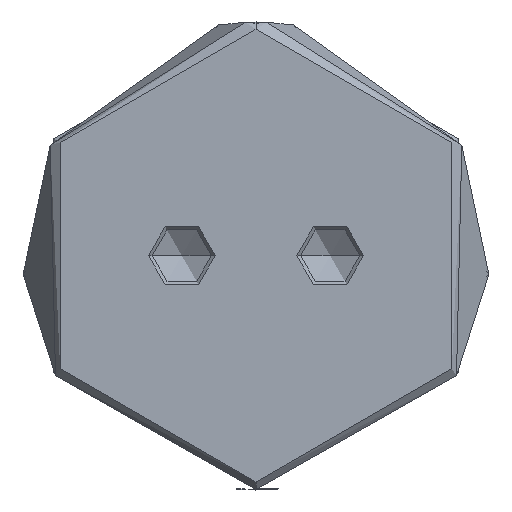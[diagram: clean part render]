
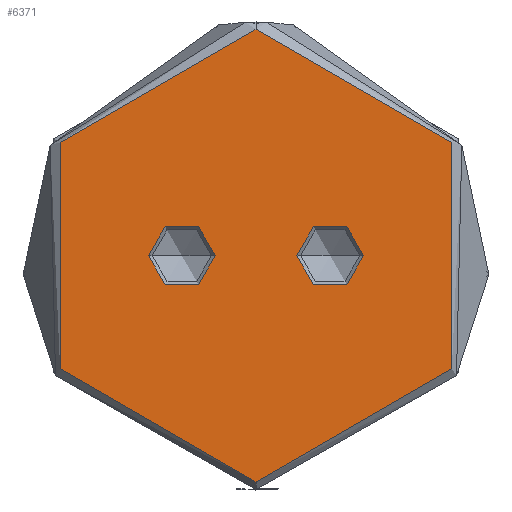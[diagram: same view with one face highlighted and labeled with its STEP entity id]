
A CAD part, front view. The second image highlights one B-rep face of the part: STEP entity #6371.
In plain terms, the highlighted face is planar.
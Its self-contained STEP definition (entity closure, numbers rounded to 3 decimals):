
#91 = EDGE_LOOP ( 'NONE', ( #6163, #175 ) ) ;
#135 = DIRECTION ( 'NONE',  ( 1., 0., 0. ) ) ;
#175 = ORIENTED_EDGE ( 'NONE', *, *, #5193, .F. ) ;
#190 = VERTEX_POINT ( 'NONE', #3657 ) ;
#313 = FACE_BOUND ( 'NONE', #5224, .T. ) ;
#393 = EDGE_CURVE ( 'NONE', #5350, #1761, #4417, .T. ) ;
#486 = FACE_BOUND ( 'NONE', #91, .T. ) ;
#493 = AXIS2_PLACEMENT_3D ( 'NONE', #5706, #2510, #6253 ) ;
#537 = CARTESIAN_POINT ( 'NONE',  ( 0., -10., 0. ) ) ;
#588 = CIRCLE ( 'NONE', #493, 4.5 ) ;
#646 = CARTESIAN_POINT ( 'NONE',  ( 0., 0., 0. ) ) ;
#665 = DIRECTION ( 'NONE',  ( 0., 0., 1. ) ) ;
#696 = CIRCLE ( 'NONE', #5267, 30.5 ) ;
#869 = CIRCLE ( 'NONE', #6933, 4.5 ) ;
#887 = CARTESIAN_POINT ( 'NONE',  ( -30.5, 0., 0. ) ) ;
#1063 = DIRECTION ( 'NONE',  ( 0., 1., 0. ) ) ;
#1110 = AXIS2_PLACEMENT_3D ( 'NONE', #5159, #5705, #6251 ) ;
#1694 = AXIS2_PLACEMENT_3D ( 'NONE', #3706, #5335, #2134 ) ;
#1717 = CARTESIAN_POINT ( 'NONE',  ( 0., 14.5, 0. ) ) ;
#1724 = FACE_OUTER_BOUND ( 'NONE', #4018, .T. ) ;
#1761 = VERTEX_POINT ( 'NONE', #1928 ) ;
#1928 = CARTESIAN_POINT ( 'NONE',  ( 0., -14.5, 0. ) ) ;
#1961 = CARTESIAN_POINT ( 'NONE',  ( 0., -5.5, 0. ) ) ;
#1966 = CARTESIAN_POINT ( 'NONE',  ( 0., 0., 0. ) ) ;
#2052 = EDGE_CURVE ( 'NONE', #6774, #190, #696, .T. ) ;
#2134 = DIRECTION ( 'NONE',  ( -1., 0., 0. ) ) ;
#2307 = AXIS2_PLACEMENT_3D ( 'NONE', #537, #4246, #1063 ) ;
#2358 = CARTESIAN_POINT ( 'NONE',  ( 0., 10., 0. ) ) ;
#2385 = VERTEX_POINT ( 'NONE', #1717 ) ;
#2503 = DIRECTION ( 'NONE',  ( 1., 0., 0. ) ) ;
#2510 = DIRECTION ( 'NONE',  ( 0., 0., 1. ) ) ;
#2519 = CIRCLE ( 'NONE', #6534, 30.5 ) ;
#2681 = ORIENTED_EDGE ( 'NONE', *, *, #5727, .T. ) ;
#2910 = DIRECTION ( 'NONE',  ( 0., -1., 0. ) ) ;
#3092 = EDGE_CURVE ( 'NONE', #1761, #5350, #4714, .T. ) ;
#3186 = PLANE ( 'NONE',  #1694 ) ;
#3423 = CARTESIAN_POINT ( 'NONE',  ( 0., 5.5, 0. ) ) ;
#3657 = CARTESIAN_POINT ( 'NONE',  ( 30.5, 0., 0. ) ) ;
#3706 = CARTESIAN_POINT ( 'NONE',  ( 0., 0., 0. ) ) ;
#4018 = EDGE_LOOP ( 'NONE', ( #5970, #2681 ) ) ;
#4246 = DIRECTION ( 'NONE',  ( 0., 0., -1. ) ) ;
#4417 = CIRCLE ( 'NONE', #1110, 4.5 ) ;
#4714 = CIRCLE ( 'NONE', #2307, 4.5 ) ;
#4913 = EDGE_CURVE ( 'NONE', #5558, #2385, #588, .T. ) ;
#5159 = CARTESIAN_POINT ( 'NONE',  ( 0., -10., 0. ) ) ;
#5193 = EDGE_CURVE ( 'NONE', #2385, #5558, #869, .T. ) ;
#5224 = EDGE_LOOP ( 'NONE', ( #5507, #6175 ) ) ;
#5267 = AXIS2_PLACEMENT_3D ( 'NONE', #646, #665, #135 ) ;
#5335 = DIRECTION ( 'NONE',  ( 0., 0., -1. ) ) ;
#5350 = VERTEX_POINT ( 'NONE', #1961 ) ;
#5507 = ORIENTED_EDGE ( 'NONE', *, *, #393, .T. ) ;
#5558 = VERTEX_POINT ( 'NONE', #3423 ) ;
#5701 = DIRECTION ( 'NONE',  ( 0., 0., 1. ) ) ;
#5705 = DIRECTION ( 'NONE',  ( 0., 0., -1. ) ) ;
#5706 = CARTESIAN_POINT ( 'NONE',  ( 0., 10., 0. ) ) ;
#5727 = EDGE_CURVE ( 'NONE', #190, #6774, #2519, .T. ) ;
#5970 = ORIENTED_EDGE ( 'NONE', *, *, #2052, .T. ) ;
#6098 = DIRECTION ( 'NONE',  ( 0., 0., 1. ) ) ;
#6163 = ORIENTED_EDGE ( 'NONE', *, *, #4913, .F. ) ;
#6175 = ORIENTED_EDGE ( 'NONE', *, *, #3092, .T. ) ;
#6251 = DIRECTION ( 'NONE',  ( 0., 1., 0. ) ) ;
#6253 = DIRECTION ( 'NONE',  ( 0., -1., 0. ) ) ;
#6371 = ADVANCED_FACE ( 'NONE', ( #1724, #486, #313 ), #3186, .F. ) ;
#6534 = AXIS2_PLACEMENT_3D ( 'NONE', #1966, #5701, #2503 ) ;
#6774 = VERTEX_POINT ( 'NONE', #887 ) ;
#6933 = AXIS2_PLACEMENT_3D ( 'NONE', #2358, #6098, #2910 ) ;
